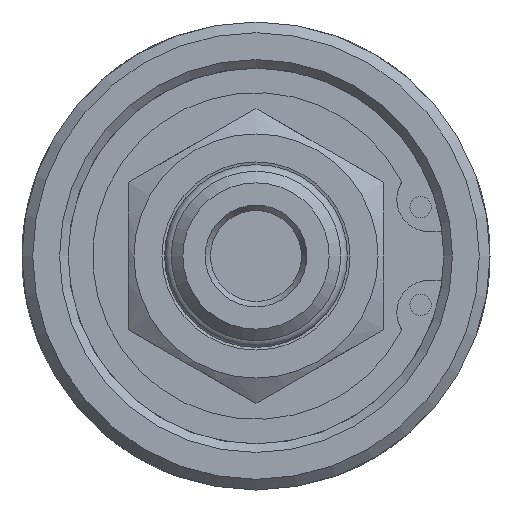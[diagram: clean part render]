
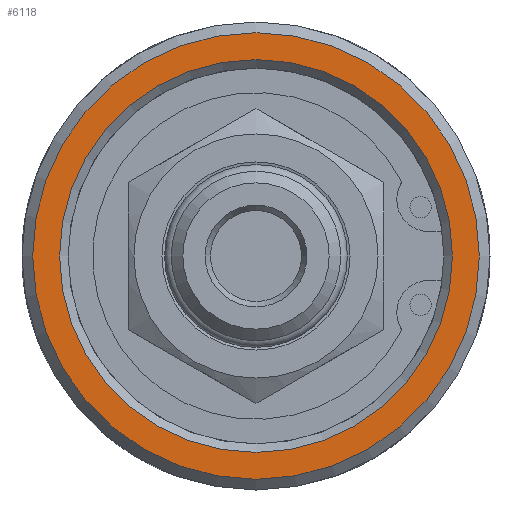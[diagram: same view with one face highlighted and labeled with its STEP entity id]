
A CAD part, left-side view. The second image highlights one B-rep face of the part: STEP entity #6118.
In plain terms, the highlighted planar face has unit normal (-1, 0, 0).
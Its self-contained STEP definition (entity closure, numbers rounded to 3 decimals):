
#662=FACE_BOUND('',#1884,.T.);
#1410=PLANE('',#6529);
#1518=FACE_OUTER_BOUND('',#1883,.T.);
#1883=EDGE_LOOP('',(#4162));
#1884=EDGE_LOOP('',(#4163));
#2302=CIRCLE('',#6519,20.85);
#2309=CIRCLE('',#6530,18.34);
#2531=VERTEX_POINT('',#8343);
#2537=VERTEX_POINT('',#8363);
#3180=EDGE_CURVE('',#2531,#2531,#2302,.T.);
#3189=EDGE_CURVE('',#2537,#2537,#2309,.T.);
#4162=ORIENTED_EDGE('',*,*,#3180,.F.);
#4163=ORIENTED_EDGE('',*,*,#3189,.F.);
#6118=ADVANCED_FACE('',(#1518,#662),#1410,.T.);
#6519=AXIS2_PLACEMENT_3D('',#8345,#7000,#7001);
#6529=AXIS2_PLACEMENT_3D('',#8362,#7022,#7023);
#6530=AXIS2_PLACEMENT_3D('',#8364,#7024,#7025);
#7000=DIRECTION('center_axis',(1.,0.,0.));
#7001=DIRECTION('ref_axis',(0.,-1.,0.));
#7022=DIRECTION('center_axis',(-1.,0.,0.));
#7023=DIRECTION('ref_axis',(0.,0.,1.));
#7024=DIRECTION('center_axis',(-1.,0.,0.));
#7025=DIRECTION('ref_axis',(0.,-1.,0.));
#8343=CARTESIAN_POINT('',(0.,20.85,0.));
#8345=CARTESIAN_POINT('Origin',(0.,0.,0.));
#8362=CARTESIAN_POINT('Origin',(0.,10.925,0.));
#8363=CARTESIAN_POINT('',(0.,18.34,0.));
#8364=CARTESIAN_POINT('Origin',(0.,0.,0.));
